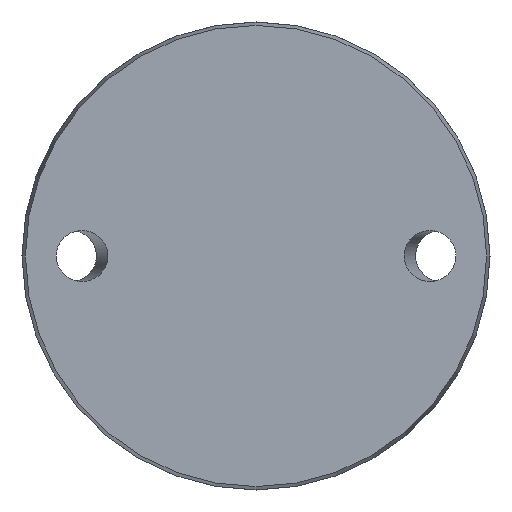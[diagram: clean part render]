
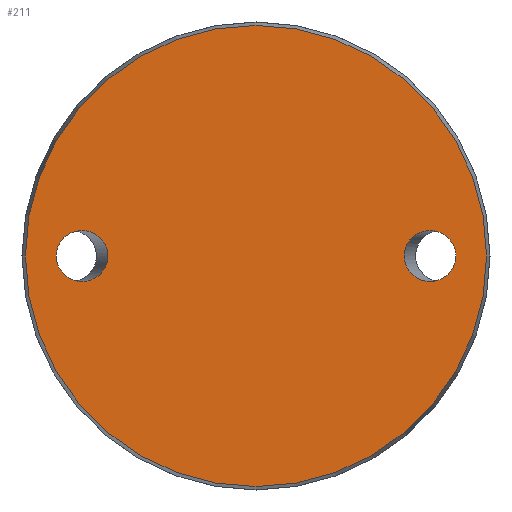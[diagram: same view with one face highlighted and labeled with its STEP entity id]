
A CAD part, front view. The second image highlights one B-rep face of the part: STEP entity #211.
In plain terms, the highlighted planar face has unit normal (0, -1, 0).
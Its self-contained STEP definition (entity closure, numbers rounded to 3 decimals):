
#15 = ORIENTED_EDGE ( 'NONE', *, *, #40, .T. ) ;
#40 = EDGE_CURVE ( 'NONE', #247, #247, #78, .T. ) ;
#55 = AXIS2_PLACEMENT_3D ( 'NONE', #127, #244, #181 ) ;
#57 = FACE_OUTER_BOUND ( 'NONE', #657, .T. ) ;
#78 =( BOUNDED_CURVE ( )  B_SPLINE_CURVE ( 3, ( #376, #437, #581, #482, #651, #312, #266 ),
 .UNSPECIFIED., .T., .T. ) 
 B_SPLINE_CURVE_WITH_KNOTS ( ( 4, 3, 4 ),
 ( 0., 3.142, 6.283 ),
 .UNSPECIFIED. ) 
 CURVE ( )  GEOMETRIC_REPRESENTATION_ITEM ( )  RATIONAL_B_SPLINE_CURVE ( ( 1., 0.333, 0.333, 1., 0.333, 0.333, 1. ) ) 
 REPRESENTATION_ITEM ( '' )  );
#127 = CARTESIAN_POINT ( 'NONE',  ( 0., 0., 0. ) ) ;
#133 = CARTESIAN_POINT ( 'NONE',  ( 0., 0., -38.425 ) ) ;
#156 = EDGE_LOOP ( 'NONE', ( #389 ) ) ;
#176 =( BOUNDED_CURVE ( )  B_SPLINE_CURVE ( 3, ( #272, #600, #488, #436, #612, #276, #495 ),
 .UNSPECIFIED., .T., .F. ) 
 B_SPLINE_CURVE_WITH_KNOTS ( ( 4, 3, 4 ),
 ( 0., 3.142, 6.283 ),
 .UNSPECIFIED. ) 
 CURVE ( )  GEOMETRIC_REPRESENTATION_ITEM ( )  RATIONAL_B_SPLINE_CURVE ( ( 1., 0.333, 0.333, 1., 0.333, 0.333, 1. ) ) 
 REPRESENTATION_ITEM ( '' )  );
#181 = DIRECTION ( 'NONE',  ( 0., 0., -1. ) ) ;
#211 = ADVANCED_FACE ( 'NONE', ( #558, #337, #57 ), #448, .F. ) ;
#235 = VERTEX_POINT ( 'NONE', #243 ) ;
#243 = CARTESIAN_POINT ( 'NONE',  ( -33.309, 0., 0. ) ) ;
#244 = DIRECTION ( 'NONE',  ( 0., -1., 0. ) ) ;
#247 = VERTEX_POINT ( 'NONE', #568 ) ;
#266 = CARTESIAN_POINT ( 'NONE',  ( 33.309, 0., 0. ) ) ;
#272 = CARTESIAN_POINT ( 'NONE',  ( -33.309, 0., 0. ) ) ;
#273 = DIRECTION ( 'NONE',  ( 0., 0., 1. ) ) ;
#276 = CARTESIAN_POINT ( 'NONE',  ( -33.309, 0., -8.5 ) ) ;
#312 = CARTESIAN_POINT ( 'NONE',  ( 33.309, 0., 8.5 ) ) ;
#337 = FACE_BOUND ( 'NONE', #351, .T. ) ;
#351 = EDGE_LOOP ( 'NONE', ( #15 ) ) ;
#376 = CARTESIAN_POINT ( 'NONE',  ( 33.309, 0., 0. ) ) ;
#389 = ORIENTED_EDGE ( 'NONE', *, *, #603, .T. ) ;
#429 = EDGE_CURVE ( 'NONE', #630, #630, #554, .T. ) ;
#436 = CARTESIAN_POINT ( 'NONE',  ( -24.691, 0., 0. ) ) ;
#437 = CARTESIAN_POINT ( 'NONE',  ( 33.309, 0., -8.5 ) ) ;
#445 = CARTESIAN_POINT ( 'NONE',  ( -38.425, 0., 0. ) ) ;
#448 = PLANE ( 'NONE',  #520 ) ;
#454 = DIRECTION ( 'NONE',  ( 0., 1., 0. ) ) ;
#482 = CARTESIAN_POINT ( 'NONE',  ( 24.691, 0., 0. ) ) ;
#488 = CARTESIAN_POINT ( 'NONE',  ( -24.691, 0., 8.5 ) ) ;
#495 = CARTESIAN_POINT ( 'NONE',  ( -33.309, 0., 0. ) ) ;
#519 = ORIENTED_EDGE ( 'NONE', *, *, #429, .T. ) ;
#520 = AXIS2_PLACEMENT_3D ( 'NONE', #445, #454, #273 ) ;
#554 = CIRCLE ( 'NONE', #55, 38.425 ) ;
#558 = FACE_BOUND ( 'NONE', #156, .T. ) ;
#568 = CARTESIAN_POINT ( 'NONE',  ( 33.309, 0., 0. ) ) ;
#581 = CARTESIAN_POINT ( 'NONE',  ( 24.691, 0., -8.5 ) ) ;
#600 = CARTESIAN_POINT ( 'NONE',  ( -33.309, 0., 8.5 ) ) ;
#603 = EDGE_CURVE ( 'NONE', #235, #235, #176, .T. ) ;
#612 = CARTESIAN_POINT ( 'NONE',  ( -24.691, 0., -8.5 ) ) ;
#630 = VERTEX_POINT ( 'NONE', #133 ) ;
#651 = CARTESIAN_POINT ( 'NONE',  ( 24.691, 0., 8.5 ) ) ;
#657 = EDGE_LOOP ( 'NONE', ( #519 ) ) ;
